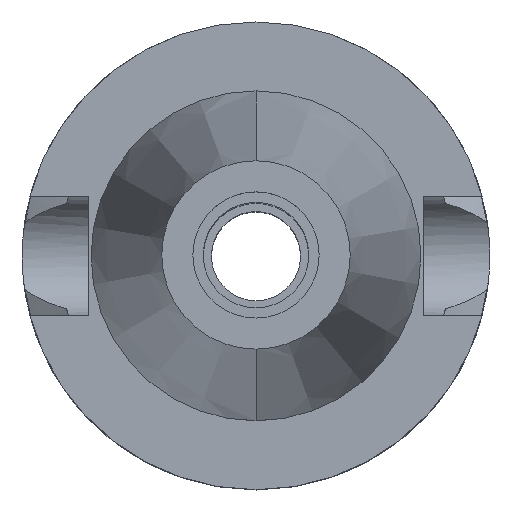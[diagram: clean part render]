
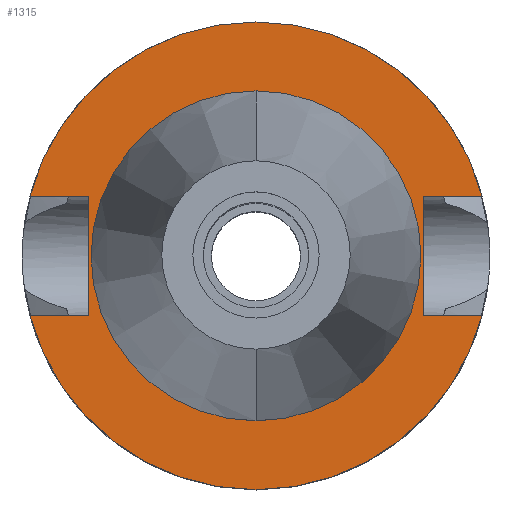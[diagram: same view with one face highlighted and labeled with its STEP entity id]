
A CAD part, top view. The second image highlights one B-rep face of the part: STEP entity #1315.
In plain terms, the highlighted planar face has unit normal (0, 0, 1).
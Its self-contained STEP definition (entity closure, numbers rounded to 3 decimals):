
#94=DIRECTION('',(0.,1.,0.));
#95=VECTOR('',#94,16.1);
#96=CARTESIAN_POINT('',(-22.5,-8.05,-1.));
#97=LINE('',#96,#95);
#101=DIRECTION('',(-1.,0.,0.));
#102=VECTOR('',#101,7.954);
#103=CARTESIAN_POINT('',(-22.5,8.05,-1.));
#104=LINE('',#103,#102);
#108=CARTESIAN_POINT('',(0.,0.,-1.));
#109=DIRECTION('',(0.,0.,-1.));
#110=DIRECTION('',(-0.967,0.256,0.));
#111=AXIS2_PLACEMENT_3D('',#108,#109,#110);
#116=CARTESIAN_POINT('',(0.,0.,-1.));
#117=DIRECTION('',(0.,0.,-1.));
#118=DIRECTION('',(0.,1.,0.));
#119=AXIS2_PLACEMENT_3D('',#116,#117,#118);
#124=DIRECTION('',(0.,-1.,0.));
#125=VECTOR('',#124,16.1);
#126=CARTESIAN_POINT('',(22.5,8.05,-1.));
#127=LINE('',#126,#125);
#131=DIRECTION('',(1.,0.,0.));
#132=VECTOR('',#131,7.954);
#133=CARTESIAN_POINT('',(22.5,-8.05,-1.));
#134=LINE('',#133,#132);
#138=CARTESIAN_POINT('',(0.,0.,-1.));
#139=DIRECTION('',(0.,0.,-1.));
#140=DIRECTION('',(0.967,-0.256,0.));
#141=AXIS2_PLACEMENT_3D('',#138,#139,#140);
#146=CARTESIAN_POINT('',(0.,0.,-1.));
#147=DIRECTION('',(0.,0.,-1.));
#148=DIRECTION('',(0.,-1.,0.));
#149=AXIS2_PLACEMENT_3D('',#146,#147,#148);
#154=CARTESIAN_POINT('',(0.,0.,-1.));
#155=DIRECTION('',(0.,0.,1.));
#156=DIRECTION('',(0.,-1.,0.));
#157=AXIS2_PLACEMENT_3D('',#154,#155,#156);
#162=CARTESIAN_POINT('',(0.,0.,-1.));
#163=DIRECTION('',(0.,0.,1.));
#164=DIRECTION('',(0.,1.,0.));
#165=AXIS2_PLACEMENT_3D('',#162,#163,#164);
#200=DIRECTION('',(-1.,0.,0.));
#201=VECTOR('',#200,7.954);
#202=CARTESIAN_POINT('',(-22.5,-8.05,-1.));
#203=LINE('',#202,#201);
#337=DIRECTION('',(1.,0.,0.));
#338=VECTOR('',#337,7.954);
#339=CARTESIAN_POINT('',(22.5,8.05,-1.));
#340=LINE('',#339,#338);
#1059=CARTESIAN_POINT('',(0.,22.225,-1.));
#1060=VERTEX_POINT('',#1059);
#1061=CARTESIAN_POINT('',(0.,-22.225,-1.));
#1062=VERTEX_POINT('',#1061);
#1063=CARTESIAN_POINT('',(-22.5,-8.05,-1.));
#1064=CARTESIAN_POINT('',(-22.5,8.05,-1.));
#1065=VERTEX_POINT('',#1063);
#1066=VERTEX_POINT('',#1064);
#1067=CARTESIAN_POINT('',(-30.454,8.05,-1.));
#1068=VERTEX_POINT('',#1067);
#1069=CARTESIAN_POINT('',(0.,31.5,-1.));
#1070=CARTESIAN_POINT('',(30.454,8.05,-1.));
#1071=VERTEX_POINT('',#1069);
#1072=VERTEX_POINT('',#1070);
#1073=CARTESIAN_POINT('',(22.5,8.05,-1.));
#1074=VERTEX_POINT('',#1073);
#1075=CARTESIAN_POINT('',(22.5,-8.05,-1.));
#1076=VERTEX_POINT('',#1075);
#1077=CARTESIAN_POINT('',(30.454,-8.05,-1.));
#1078=VERTEX_POINT('',#1077);
#1079=CARTESIAN_POINT('',(0.,-31.5,-1.));
#1080=CARTESIAN_POINT('',(-30.454,-8.05,-1.));
#1081=VERTEX_POINT('',#1079);
#1082=VERTEX_POINT('',#1080);
#1284=CARTESIAN_POINT('',(0.,0.,-1.));
#1285=DIRECTION('',(0.,0.,1.));
#1286=DIRECTION('',(0.,1.,0.));
#1287=AXIS2_PLACEMENT_3D('',#1284,#1285,#1286);
#1288=PLANE('',#1287);
#1290=ORIENTED_EDGE('',*,*,#1289,.T.);
#1292=ORIENTED_EDGE('',*,*,#1291,.T.);
#1294=ORIENTED_EDGE('',*,*,#1293,.T.);
#1296=ORIENTED_EDGE('',*,*,#1295,.T.);
#1298=ORIENTED_EDGE('',*,*,#1297,.F.);
#1300=ORIENTED_EDGE('',*,*,#1299,.T.);
#1302=ORIENTED_EDGE('',*,*,#1301,.T.);
#1304=ORIENTED_EDGE('',*,*,#1303,.T.);
#1306=ORIENTED_EDGE('',*,*,#1305,.T.);
#1308=ORIENTED_EDGE('',*,*,#1307,.F.);
#1309=EDGE_LOOP('',(#1290,#1292,#1294,#1296,#1298,#1300,#1302,#1304,#1306,
#1308));
#1310=FACE_OUTER_BOUND('',#1309,.F.);
#1311=ORIENTED_EDGE('',*,*,#1263,.T.);
#1312=ORIENTED_EDGE('',*,*,#1279,.T.);
#1313=EDGE_LOOP('',(#1311,#1312));
#1314=FACE_BOUND('',#1313,.F.);
#112=CIRCLE('',#111,31.5);
#120=CIRCLE('',#119,31.5);
#142=CIRCLE('',#141,31.5);
#150=CIRCLE('',#149,31.5);
#158=CIRCLE('',#157,22.225);
#166=CIRCLE('',#165,22.225);
#1263=EDGE_CURVE('',#1062,#1060,#158,.T.);
#1279=EDGE_CURVE('',#1060,#1062,#166,.T.);
#1289=EDGE_CURVE('',#1065,#1066,#97,.T.);
#1291=EDGE_CURVE('',#1066,#1068,#104,.T.);
#1293=EDGE_CURVE('',#1068,#1071,#112,.T.);
#1295=EDGE_CURVE('',#1071,#1072,#120,.T.);
#1297=EDGE_CURVE('',#1074,#1072,#340,.T.);
#1299=EDGE_CURVE('',#1074,#1076,#127,.T.);
#1301=EDGE_CURVE('',#1076,#1078,#134,.T.);
#1303=EDGE_CURVE('',#1078,#1081,#142,.T.);
#1305=EDGE_CURVE('',#1081,#1082,#150,.T.);
#1307=EDGE_CURVE('',#1065,#1082,#203,.T.);
#1315=ADVANCED_FACE('',(#1310,#1314),#1288,.T.);
